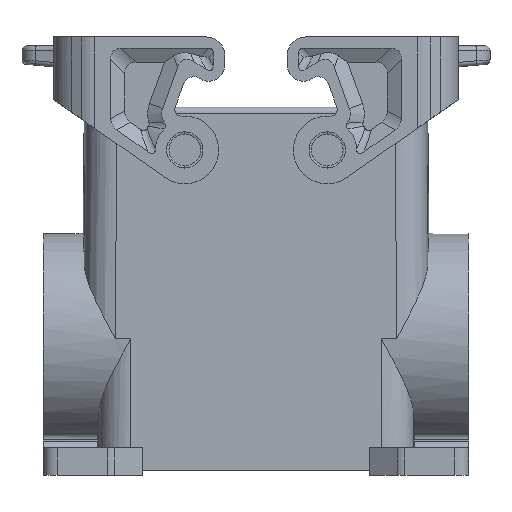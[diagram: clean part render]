
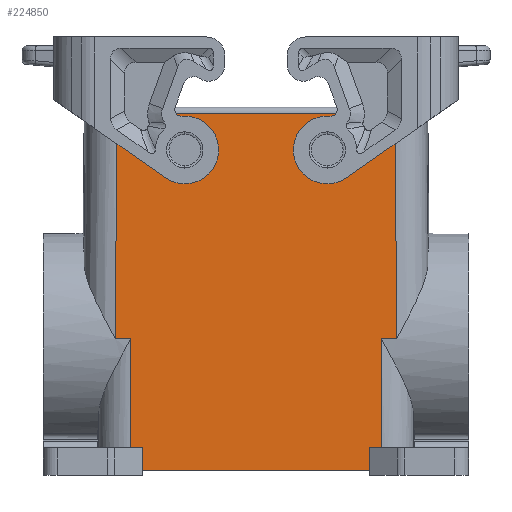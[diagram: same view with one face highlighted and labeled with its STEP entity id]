
A CAD part, front view. The second image highlights one B-rep face of the part: STEP entity #224850.
In plain terms, the highlighted face is planar.
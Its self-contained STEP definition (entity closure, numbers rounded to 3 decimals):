
#6800=CARTESIAN_POINT('',(-57.393,-26.195,
23.435));
#6810=VERTEX_POINT('',#6800);
#6840=CARTESIAN_POINT('',(-67.054,-26.195,
23.435));
#6850=DIRECTION('',(-1.,0.,0.));
#6860=VECTOR('',#6850,1.);
#6870=LINE('',#6840,#6860);
#6880=CARTESIAN_POINT('',(-53.903,-26.195,
23.435));
#6890=VERTEX_POINT('',#6880);
#6900=EDGE_CURVE('',#6890,#6810,#6870,.T.);
#10050=CARTESIAN_POINT('',(1.41,-26.195,
23.435));
#10060=VERTEX_POINT('',#10050);
#10110=CARTESIAN_POINT('',(1.321,-26.195,
23.435));
#10120=DIRECTION('',(1.,0.,0.));
#10130=VECTOR('',#10120,1.);
#10140=LINE('',#10110,#10130);
#10150=CARTESIAN_POINT('',(4.9,-26.195,
23.435));
#10160=VERTEX_POINT('',#10150);
#10170=EDGE_CURVE('',#10060,#10160,#10140,.T.);
#19710=CARTESIAN_POINT('',(1.615,-50.4,23.646))
;
#19720=VERTEX_POINT('',#19710);
#19750=CARTESIAN_POINT('',(1.615,-50.4,
23.646));
#19760=CARTESIAN_POINT('',(1.547,-42.331,
23.575));
#19770=CARTESIAN_POINT('',(1.479,-34.263,
23.505));
#19780=CARTESIAN_POINT('',(1.41,-26.195,
23.435));
#19790=B_SPLINE_CURVE_WITH_KNOTS('',3,(#19750,#19760,#19770,#19780),
.UNSPECIFIED.,.F.,.F.,(4,4),(0.,24.206),.UNSPECIFIED.);
#19800=EDGE_CURVE('',#19720,#10060,#19790,.T.);
#27910=CARTESIAN_POINT('',(-56.966,23.6,23.)
);
#27920=VERTEX_POINT('',#27910);
#28580=CARTESIAN_POINT('',(4.473,23.6,23.))
;
#28590=VERTEX_POINT('',#28580);
#28620=CARTESIAN_POINT('',(0.,23.6,23.));
#28630=DIRECTION('',(1.,0.,0.));
#28640=VECTOR('',#28630,1.);
#28650=LINE('',#28620,#28640);
#28660=EDGE_CURVE('',#27920,#28590,#28650,.T.);
#29170=CARTESIAN_POINT('',(0.,-50.4,23.646));
#29180=DIRECTION('',(1.,0.,0.));
#29190=VECTOR('',#29180,1.);
#29200=LINE('',#29170,#29190);
#29210=CARTESIAN_POINT('',(-1.097,-50.4,23.646)
);
#29220=VERTEX_POINT('',#29210);
#29230=EDGE_CURVE('',#29220,#19720,#29200,.T.);
#30190=CARTESIAN_POINT('',(-1.097,-55.4,23.689
));
#30200=VERTEX_POINT('',#30190);
#30230=CARTESIAN_POINT('',(-1.097,0.,23.206));
#30240=DIRECTION('',(0.,1.,
-0.009));
#30250=VECTOR('',#30240,1.);
#30260=LINE('',#30230,#30250);
#30270=EDGE_CURVE('',#30200,#29220,#30260,.T.);
#31530=CARTESIAN_POINT('',(-45.497,15.5,
23.071));
#31540=VERTEX_POINT('',#31530);
#31720=CARTESIAN_POINT('',(-38.497,15.5,
23.071));
#31730=VERTEX_POINT('',#31720);
#31760=CARTESIAN_POINT('',(-41.997,15.5,
23.071));
#31770=DIRECTION('',(0.,0.009,
1.));
#31780=DIRECTION('',(0.,1.,
-0.009));
#31790=AXIS2_PLACEMENT_3D('',#31760,#31770,#31780);
#31800=ELLIPSE('',#31790,3.5,3.5);
#31810=EDGE_CURVE('',#31540,#31730,#31800,.T.);
#88930=EDGE_CURVE('',#31730,#31540,#31800,.T.);
#93300=CARTESIAN_POINT('',(4.675,0.061,
23.205));
#93310=DIRECTION('',(0.009,-1.,
0.009));
#93320=VECTOR('',#93310,1.);
#93330=LINE('',#93300,#93320);
#93340=EDGE_CURVE('',#28590,#10160,#93330,.T.);
#93590=CARTESIAN_POINT('',(-51.397,-55.4,23.689)
);
#93600=VERTEX_POINT('',#93590);
#93630=CARTESIAN_POINT('',(0.,-55.4,23.689));
#93640=DIRECTION('',(-1.,0.,0.));
#93650=VECTOR('',#93640,1.);
#93660=LINE('',#93630,#93650);
#93670=EDGE_CURVE('',#30200,#93600,#93660,.T.);
#194300=CARTESIAN_POINT('',(-6.997,15.5,
23.071));
#194310=VERTEX_POINT('',#194300);
#194490=CARTESIAN_POINT('',(-13.997,15.5,
23.071));
#194500=VERTEX_POINT('',#194490);
#194530=CARTESIAN_POINT('',(-10.497,15.5,
23.071));
#194540=DIRECTION('',(0.,0.009,
1.));
#194550=DIRECTION('',(0.,1.,
-0.009));
#194560=AXIS2_PLACEMENT_3D('',#194530,#194540,#194550);
#194570=ELLIPSE('',#194560,3.5,3.5);
#194580=EDGE_CURVE('',#194310,#194500,#194570,.T.);
#194710=CARTESIAN_POINT('',(-57.168,0.061,
23.205));
#194720=DIRECTION('',(-0.009,-1.,
0.009));
#194730=VECTOR('',#194720,1.);
#194740=LINE('',#194710,#194730);
#194750=EDGE_CURVE('',#27920,#6810,#194740,.T.);
#213910=EDGE_CURVE('',#194500,#194310,#194570,.T.);
#214460=CARTESIAN_POINT('',(-54.108,-50.339,
23.645));
#214470=DIRECTION('',(-0.009,-1.,
0.009));
#214480=VECTOR('',#214470,1.);
#214490=LINE('',#214460,#214480);
#214500=CARTESIAN_POINT('',(-54.109,-50.4,
23.646));
#214510=VERTEX_POINT('',#214500);
#214520=EDGE_CURVE('',#6890,#214510,#214490,.T.);
#224020=CARTESIAN_POINT('',(-51.397,-50.4,23.646
));
#224030=VERTEX_POINT('',#224020);
#224140=CARTESIAN_POINT('',(0.,-50.4,23.646));
#224150=DIRECTION('',(1.,0.,0.));
#224160=VECTOR('',#224150,1.);
#224170=LINE('',#224140,#224160);
#224180=EDGE_CURVE('',#214510,#224030,#224170,.T.);
#224400=CARTESIAN_POINT('',(-51.397,0.,23.206));
#224410=DIRECTION('',(0.,1.,
-0.009));
#224420=VECTOR('',#224410,1.);
#224430=LINE('',#224400,#224420);
#224440=EDGE_CURVE('',#93600,#224030,#224430,.T.);
#224580=CARTESIAN_POINT('',(-74.247,1.601,
23.192));
#224590=DIRECTION('',(0.,0.009,
1.));
#224600=DIRECTION('',(1.,0.,0.));
#224610=AXIS2_PLACEMENT_3D('',#224580,#224590,#224600);
#224620=PLANE('',#224610);
#224630=ORIENTED_EDGE('',*,*,#213910,.F.);
#224640=ORIENTED_EDGE('',*,*,#194580,.F.);
#224650=EDGE_LOOP('',(#224640,#224630));
#224660=FACE_BOUND('',#224650,.T.);
#224670=ORIENTED_EDGE('',*,*,#88930,.F.);
#224680=ORIENTED_EDGE('',*,*,#31810,.F.);
#224690=EDGE_LOOP('',(#224680,#224670));
#224700=FACE_BOUND('',#224690,.T.);
#224710=ORIENTED_EDGE('',*,*,#224180,.T.);
#224720=ORIENTED_EDGE('',*,*,#214520,.T.);
#224730=ORIENTED_EDGE('',*,*,#6900,.F.);
#224740=ORIENTED_EDGE('',*,*,#194750,.T.);
#224750=ORIENTED_EDGE('',*,*,#28660,.F.);
#224760=ORIENTED_EDGE('',*,*,#93340,.F.);
#224770=ORIENTED_EDGE('',*,*,#10170,.T.);
#224780=ORIENTED_EDGE('',*,*,#19800,.T.);
#224790=ORIENTED_EDGE('',*,*,#29230,.T.);
#224800=ORIENTED_EDGE('',*,*,#30270,.T.);
#224810=ORIENTED_EDGE('',*,*,#93670,.F.);
#224820=ORIENTED_EDGE('',*,*,#224440,.F.);
#224830=EDGE_LOOP('',(#224820,#224810,#224800,#224790,#224780,#224770,
#224760,#224750,#224740,#224730,#224720,#224710));
#224840=FACE_OUTER_BOUND('',#224830,.T.);
#224850=ADVANCED_FACE('',(#224660,#224700,#224840),#224620,.T.);
